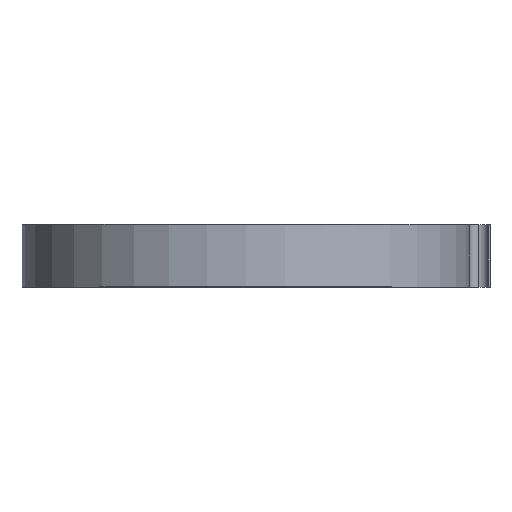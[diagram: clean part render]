
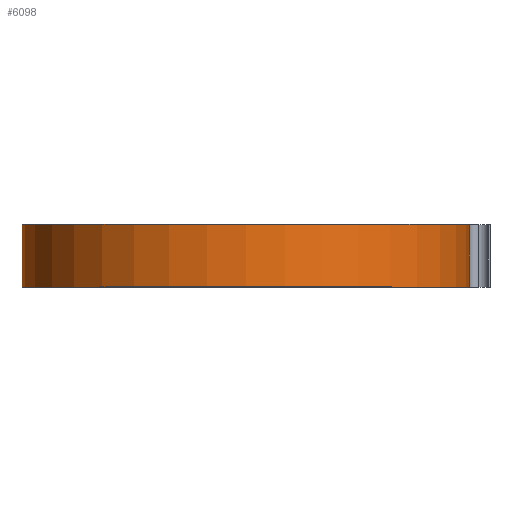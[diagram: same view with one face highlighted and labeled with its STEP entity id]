
A CAD part, top view. The second image highlights one B-rep face of the part: STEP entity #6098.
In plain terms, the highlighted cylindrical face has radius 71.499 mm (diameter 142.998 mm), a partial arc.
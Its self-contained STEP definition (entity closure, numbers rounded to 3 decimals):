
#44 = DIRECTION ( 'NONE',  ( 0., -1., 0. ) ) ;
#103 = FACE_OUTER_BOUND ( 'NONE', #4289, .T. ) ;
#329 = CARTESIAN_POINT ( 'NONE',  ( 71.499, 20., 0. ) ) ;
#339 = VERTEX_POINT ( 'NONE', #5655 ) ;
#372 = ORIENTED_EDGE ( 'NONE', *, *, #4113, .F. ) ;
#723 = DIRECTION ( 'NONE',  ( 1., 0., 0. ) ) ;
#729 = CARTESIAN_POINT ( 'NONE',  ( 0., 20., 0. ) ) ;
#755 = DIRECTION ( 'NONE',  ( 0., 1., 0. ) ) ;
#898 = DIRECTION ( 'NONE',  ( 1., 0., 0. ) ) ;
#1056 = VERTEX_POINT ( 'NONE', #329 ) ;
#1123 = EDGE_CURVE ( 'NONE', #2087, #2679, #5784, .T. ) ;
#1410 = CARTESIAN_POINT ( 'NONE',  ( -71.499, 0., 0. ) ) ;
#1964 = CARTESIAN_POINT ( 'NONE',  ( -71.499, 20., 0. ) ) ;
#2087 = VERTEX_POINT ( 'NONE', #1410 ) ;
#2164 = EDGE_CURVE ( 'NONE', #1056, #2679, #2629, .T. ) ;
#2171 = CYLINDRICAL_SURFACE ( 'NONE', #3229, 71.499 ) ;
#2202 = AXIS2_PLACEMENT_3D ( 'NONE', #3950, #755, #723 ) ;
#2570 = ORIENTED_EDGE ( 'NONE', *, *, #1123, .T. ) ;
#2629 = LINE ( 'NONE', #3657, #5863 ) ;
#2679 = VERTEX_POINT ( 'NONE', #3863 ) ;
#3215 = DIRECTION ( 'NONE',  ( 0., -1., 0. ) ) ;
#3229 = AXIS2_PLACEMENT_3D ( 'NONE', #729, #3215, #5277 ) ;
#3657 = CARTESIAN_POINT ( 'NONE',  ( 71.499, 20., 0. ) ) ;
#3730 = AXIS2_PLACEMENT_3D ( 'NONE', #6579, #6037, #898 ) ;
#3863 = CARTESIAN_POINT ( 'NONE',  ( 71.499, 0., 0. ) ) ;
#3950 = CARTESIAN_POINT ( 'NONE',  ( 0., 20., 0. ) ) ;
#4113 = EDGE_CURVE ( 'NONE', #339, #1056, #5443, .T. ) ;
#4289 = EDGE_LOOP ( 'NONE', ( #2570, #5701, #372, #4479 ) ) ;
#4479 = ORIENTED_EDGE ( 'NONE', *, *, #4685, .T. ) ;
#4685 = EDGE_CURVE ( 'NONE', #339, #2087, #6608, .T. ) ;
#5277 = DIRECTION ( 'NONE',  ( 0., 0., -1. ) ) ;
#5364 = VECTOR ( 'NONE', #6099, 1000. ) ;
#5443 = CIRCLE ( 'NONE', #2202, 71.499 ) ;
#5655 = CARTESIAN_POINT ( 'NONE',  ( -71.499, 20., 0. ) ) ;
#5701 = ORIENTED_EDGE ( 'NONE', *, *, #2164, .F. ) ;
#5784 = CIRCLE ( 'NONE', #3730, 71.499 ) ;
#5863 = VECTOR ( 'NONE', #44, 1000. ) ;
#6037 = DIRECTION ( 'NONE',  ( 0., 1., 0. ) ) ;
#6098 = ADVANCED_FACE ( 'NONE', ( #103 ), #2171, .T. ) ;
#6099 = DIRECTION ( 'NONE',  ( 0., -1., 0. ) ) ;
#6579 = CARTESIAN_POINT ( 'NONE',  ( 0., 0., 0. ) ) ;
#6608 = LINE ( 'NONE', #1964, #5364 ) ;
